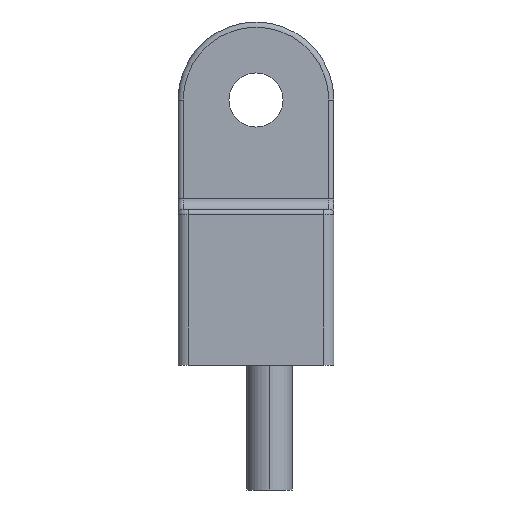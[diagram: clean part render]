
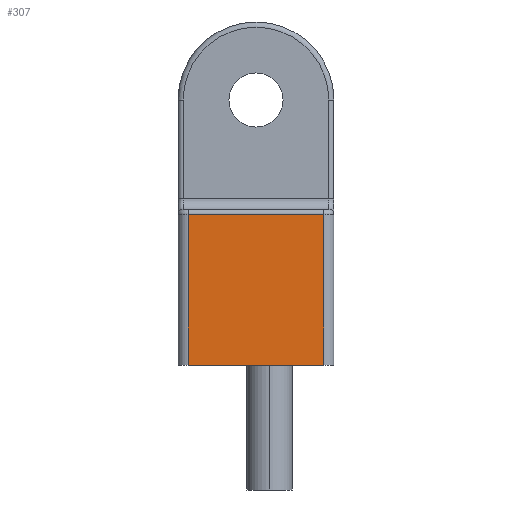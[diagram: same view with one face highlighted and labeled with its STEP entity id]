
A CAD part, left-side view. The second image highlights one B-rep face of the part: STEP entity #307.
In plain terms, the highlighted planar face has unit normal (-1, 0, 0).
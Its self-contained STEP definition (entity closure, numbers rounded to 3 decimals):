
#307 = ADVANCED_FACE ( 'NONE', ( #966 ), #2715, .F. ) ;
#375 = CARTESIAN_POINT ( 'NONE',  ( -38.5, -39.2, 15. ) ) ;
#472 = CARTESIAN_POINT ( 'NONE',  ( -38.5, -38.2, 14.5 ) ) ;
#667 = ORIENTED_EDGE ( 'NONE', *, *, #3058, .T. ) ;
#684 = LINE ( 'NONE', #964, #3768 ) ;
#694 = EDGE_CURVE ( 'NONE', #1326, #1187, #4635, .T. ) ;
#921 = CARTESIAN_POINT ( 'NONE',  ( -38.5, -38.2, 0. ) ) ;
#927 = DIRECTION ( 'NONE',  ( 0., 0., 1. ) ) ;
#964 = CARTESIAN_POINT ( 'NONE',  ( -38.5, -39.2, 14.5 ) ) ;
#966 = FACE_OUTER_BOUND ( 'NONE', #2351, .T. ) ;
#1187 = VERTEX_POINT ( 'NONE', #1471 ) ;
#1202 = CARTESIAN_POINT ( 'NONE',  ( -38.5, -25.2, 14.5 ) ) ;
#1326 = VERTEX_POINT ( 'NONE', #921 ) ;
#1471 = CARTESIAN_POINT ( 'NONE',  ( -38.5, -25.2, 0. ) ) ;
#1631 = LINE ( 'NONE', #2667, #3998 ) ;
#1716 = CARTESIAN_POINT ( 'NONE',  ( -38.5, -24.2, 0. ) ) ;
#1785 = ORIENTED_EDGE ( 'NONE', *, *, #694, .F. ) ;
#1987 = ORIENTED_EDGE ( 'NONE', *, *, #3266, .T. ) ;
#2196 = VECTOR ( 'NONE', #3982, 1000. ) ;
#2317 = VECTOR ( 'NONE', #4186, 1000. ) ;
#2338 = DIRECTION ( 'NONE',  ( 0., 1., 0. ) ) ;
#2351 = EDGE_LOOP ( 'NONE', ( #3110, #667, #1987, #1785 ) ) ;
#2586 = VERTEX_POINT ( 'NONE', #1202 ) ;
#2667 = CARTESIAN_POINT ( 'NONE',  ( -38.5, -38.2, 15. ) ) ;
#2715 = PLANE ( 'NONE',  #4113 ) ;
#2989 = VERTEX_POINT ( 'NONE', #472 ) ;
#3058 = EDGE_CURVE ( 'NONE', #2989, #2586, #684, .T. ) ;
#3110 = ORIENTED_EDGE ( 'NONE', *, *, #3770, .T. ) ;
#3258 = CARTESIAN_POINT ( 'NONE',  ( -38.5, -25.2, 15. ) ) ;
#3266 = EDGE_CURVE ( 'NONE', #2586, #1187, #3569, .T. ) ;
#3569 = LINE ( 'NONE', #3258, #2196 ) ;
#3768 = VECTOR ( 'NONE', #4525, 1000. ) ;
#3770 = EDGE_CURVE ( 'NONE', #1326, #2989, #1631, .T. ) ;
#3852 = DIRECTION ( 'NONE',  ( 1., 0., 0. ) ) ;
#3982 = DIRECTION ( 'NONE',  ( 0., 0., -1. ) ) ;
#3998 = VECTOR ( 'NONE', #927, 1000. ) ;
#4113 = AXIS2_PLACEMENT_3D ( 'NONE', #375, #3852, #2338 ) ;
#4186 = DIRECTION ( 'NONE',  ( 0., 1., 0. ) ) ;
#4525 = DIRECTION ( 'NONE',  ( 0., 1., 0. ) ) ;
#4635 = LINE ( 'NONE', #1716, #2317 ) ;
